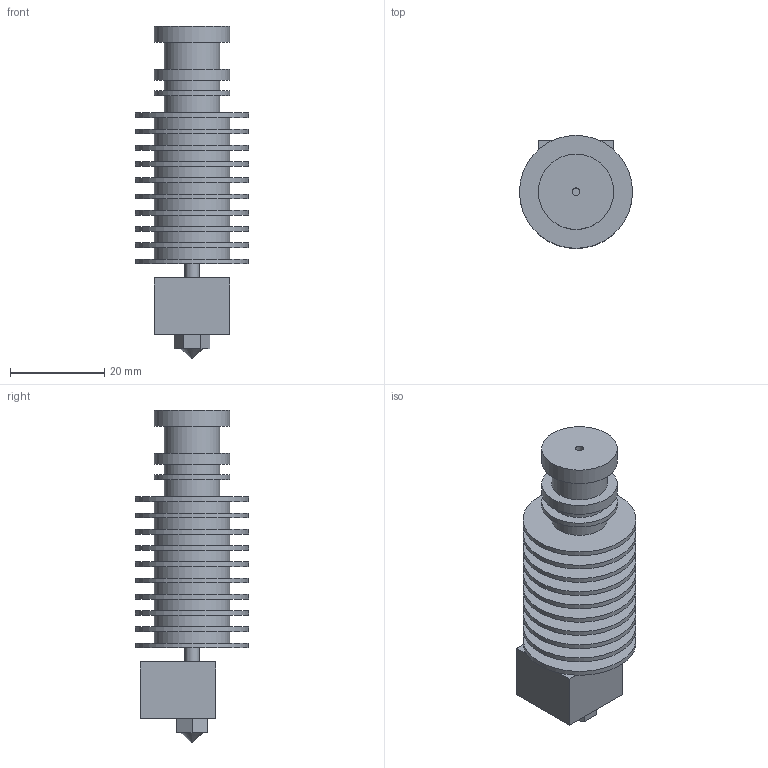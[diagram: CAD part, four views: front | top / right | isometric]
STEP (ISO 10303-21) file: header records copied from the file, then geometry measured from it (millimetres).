
FILE_DESCRIPTION(('FreeCAD Model'),'2;1');
FILE_NAME('HotEnd.step', '2017-04-08T11:10:40',('Author'),(''), 'Open CASCADE STEP processor 6.8','FreeCAD','Unknown');
FILE_SCHEMA(('AUTOMOTIVE_DESIGN_CC2 { 1 2 10303 214 -1 1 5 4 }'));
Length unit declared in the file: millimetre
Products named in the file (2): ASSEMBLY; Cut
Assembly tree (1 placements, depth 2):
  ASSEMBLY
    Cut
Bounding box: 24 x 24 x 70.5 mm (x, y, z)
Volume: 14678.5 mm3; surface area: 10323.3 mm2
Topology: 1 solids, 1 shells, 70 faces, 115 edges, 77 vertices
Faces by surface type: plane 42, cylinder 27, cone 1
Full cylindrical faces by diameter (mm): 1.65 x1, 3 x1, 11.8 x3, 16 x12, 24 x10
Entity records: 3289 total; most frequent: CARTESIAN_POINT 716, DIRECTION 509, ORIENTED_EDGE 230, LINE 230, VECTOR 230, PCURVE 230, DEFINITIONAL_REPRESENTATION 230, AXIS2_PLACEMENT_3D 129
